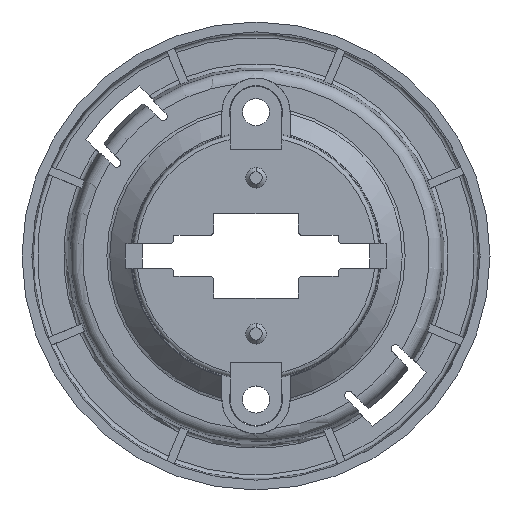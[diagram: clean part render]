
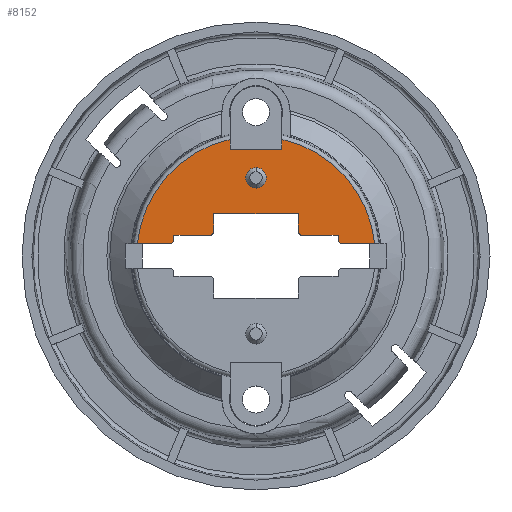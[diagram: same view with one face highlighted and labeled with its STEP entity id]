
A CAD part, top view. The second image highlights one B-rep face of the part: STEP entity #8152.
In plain terms, the highlighted planar face has unit normal (0, 0, 1).
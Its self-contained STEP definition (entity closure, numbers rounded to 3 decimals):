
#321=CARTESIAN_POINT('',(-5.65,3.,1.65));
#322=DIRECTION('',(0.,0.,1.));
#323=DIRECTION('',(0.,-1.,0.));
#324=AXIS2_PLACEMENT_3D('',#321,#322,#323);
#329=DIRECTION('',(1.,0.,0.));
#330=VECTOR('',#329,4.35);
#331=CARTESIAN_POINT('',(-10.,2.5,1.65));
#332=LINE('',#331,#330);
#336=DIRECTION('',(0.,1.,0.));
#337=VECTOR('',#336,0.5);
#338=CARTESIAN_POINT('',(-10.,2.,1.65));
#339=LINE('',#338,#337);
#343=CARTESIAN_POINT('',(-10.5,2.,1.65));
#344=DIRECTION('',(0.,0.,1.));
#345=DIRECTION('',(0.,-1.,0.));
#346=AXIS2_PLACEMENT_3D('',#343,#344,#345);
#351=DIRECTION('',(-1.,0.,0.));
#352=VECTOR('',#351,3.956);
#353=CARTESIAN_POINT('',(-10.5,1.5,1.65));
#354=LINE('',#353,#352);
#358=CARTESIAN_POINT('',(0.,0.,1.65));
#359=DIRECTION('',(0.,0.,-1.));
#360=DIRECTION('',(-0.995,0.103,0.));
#361=AXIS2_PLACEMENT_3D('',#358,#359,#360);
#366=DIRECTION('',(0.,-1.,0.));
#367=VECTOR('',#366,1.188);
#368=CARTESIAN_POINT('',(-3.15,14.188,1.65));
#369=LINE('',#368,#367);
#373=DIRECTION('',(1.,0.,0.));
#374=VECTOR('',#373,6.3);
#375=CARTESIAN_POINT('',(-3.15,13.,1.65));
#376=LINE('',#375,#374);
#380=DIRECTION('',(0.,-1.,0.));
#381=VECTOR('',#380,1.188);
#382=CARTESIAN_POINT('',(3.15,14.188,1.65));
#383=LINE('',#382,#381);
#387=CARTESIAN_POINT('',(0.,0.,1.65));
#388=DIRECTION('',(0.,0.,-1.));
#389=DIRECTION('',(0.217,0.976,0.));
#390=AXIS2_PLACEMENT_3D('',#387,#388,#389);
#395=DIRECTION('',(-1.,0.,0.));
#396=VECTOR('',#395,3.956);
#397=CARTESIAN_POINT('',(14.456,1.5,1.65));
#398=LINE('',#397,#396);
#402=CARTESIAN_POINT('',(10.5,2.,1.65));
#403=DIRECTION('',(0.,0.,1.));
#404=DIRECTION('',(-1.,0.,0.));
#405=AXIS2_PLACEMENT_3D('',#402,#403,#404);
#410=DIRECTION('',(0.,-1.,0.));
#411=VECTOR('',#410,0.5);
#412=CARTESIAN_POINT('',(10.,2.5,1.65));
#413=LINE('',#412,#411);
#417=DIRECTION('',(1.,0.,0.));
#418=VECTOR('',#417,4.35);
#419=CARTESIAN_POINT('',(5.65,2.5,1.65));
#420=LINE('',#419,#418);
#424=CARTESIAN_POINT('',(5.65,3.,1.65));
#425=DIRECTION('',(0.,0.,1.));
#426=DIRECTION('',(-1.,0.,0.));
#427=AXIS2_PLACEMENT_3D('',#424,#425,#426);
#432=DIRECTION('',(0.,-1.,0.));
#433=VECTOR('',#432,2.15);
#434=CARTESIAN_POINT('',(5.15,5.15,1.65));
#435=LINE('',#434,#433);
#439=DIRECTION('',(1.,0.,0.));
#440=VECTOR('',#439,10.3);
#441=CARTESIAN_POINT('',(-5.15,5.15,1.65));
#442=LINE('',#441,#440);
#446=DIRECTION('',(0.,1.,0.));
#447=VECTOR('',#446,2.15);
#448=CARTESIAN_POINT('',(-5.15,3.,1.65));
#449=LINE('',#448,#447);
#585=CARTESIAN_POINT('',(0.,9.5,1.65));
#586=DIRECTION('',(0.,0.,-1.));
#587=DIRECTION('',(0.,1.,0.));
#588=AXIS2_PLACEMENT_3D('',#585,#586,#587);
#593=CARTESIAN_POINT('',(0.,9.5,1.65));
#594=DIRECTION('',(0.,0.,-1.));
#595=DIRECTION('',(0.,-1.,0.));
#596=AXIS2_PLACEMENT_3D('',#593,#594,#595);
#675=CARTESIAN_POINT('',(-14.456,1.5,1.65));
#694=CARTESIAN_POINT('',(-3.15,14.188,1.65));
#1422=CARTESIAN_POINT('',(14.456,1.5,1.65));
#1441=CARTESIAN_POINT('',(3.15,14.188,1.65));
#7499=VERTEX_POINT('',#694);
#7500=VERTEX_POINT('',#1441);
#7504=CARTESIAN_POINT('',(-5.15,5.15,1.65));
#7505=CARTESIAN_POINT('',(5.15,5.15,1.65));
#7506=VERTEX_POINT('',#7504);
#7507=VERTEX_POINT('',#7505);
#7540=CARTESIAN_POINT('',(0.,10.75,1.65));
#7541=CARTESIAN_POINT('',(0.,8.25,1.65));
#7542=VERTEX_POINT('',#7540);
#7543=VERTEX_POINT('',#7541);
#7604=CARTESIAN_POINT('',(-3.15,13.,1.65));
#7605=CARTESIAN_POINT('',(3.15,13.,1.65));
#7606=VERTEX_POINT('',#7604);
#7607=VERTEX_POINT('',#7605);
#7624=VERTEX_POINT('',#675);
#7626=VERTEX_POINT('',#1422);
#7669=CARTESIAN_POINT('',(-10.,2.5,1.65));
#7671=VERTEX_POINT('',#7669);
#7673=CARTESIAN_POINT('',(10.,2.5,1.65));
#7675=VERTEX_POINT('',#7673);
#7684=CARTESIAN_POINT('',(-5.65,2.5,1.65));
#7685=VERTEX_POINT('',#7684);
#7686=CARTESIAN_POINT('',(-5.15,3.,1.65));
#7687=VERTEX_POINT('',#7686);
#7692=CARTESIAN_POINT('',(5.15,3.,1.65));
#7693=VERTEX_POINT('',#7692);
#7694=CARTESIAN_POINT('',(5.65,2.5,1.65));
#7695=VERTEX_POINT('',#7694);
#7712=CARTESIAN_POINT('',(10.,2.,1.65));
#7713=CARTESIAN_POINT('',(10.5,1.5,1.65));
#7714=VERTEX_POINT('',#7712);
#7715=VERTEX_POINT('',#7713);
#7732=CARTESIAN_POINT('',(-10.5,1.5,1.65));
#7733=VERTEX_POINT('',#7732);
#7734=CARTESIAN_POINT('',(-10.,2.,1.65));
#7735=VERTEX_POINT('',#7734);
#8110=CARTESIAN_POINT('',(0.,0.,1.65));
#8111=DIRECTION('',(0.,0.,1.));
#8112=DIRECTION('',(-1.,0.,0.));
#8113=AXIS2_PLACEMENT_3D('',#8110,#8111,#8112);
#8114=PLANE('',#8113);
#8115=ORIENTED_EDGE('',*,*,#7979,.F.);
#8116=ORIENTED_EDGE('',*,*,#7995,.F.);
#8117=ORIENTED_EDGE('',*,*,#8007,.F.);
#8118=ORIENTED_EDGE('',*,*,#8037,.F.);
#8119=ORIENTED_EDGE('',*,*,#8091,.T.);
#8121=ORIENTED_EDGE('',*,*,#8120,.T.);
#8123=ORIENTED_EDGE('',*,*,#8122,.T.);
#8125=ORIENTED_EDGE('',*,*,#8124,.T.);
#8127=ORIENTED_EDGE('',*,*,#8126,.F.);
#8129=ORIENTED_EDGE('',*,*,#8128,.T.);
#8130=ORIENTED_EDGE('',*,*,#8050,.T.);
#8131=ORIENTED_EDGE('',*,*,#8101,.F.);
#8133=ORIENTED_EDGE('',*,*,#8132,.F.);
#8135=ORIENTED_EDGE('',*,*,#8134,.F.);
#8137=ORIENTED_EDGE('',*,*,#8136,.F.);
#8139=ORIENTED_EDGE('',*,*,#8138,.F.);
#8141=ORIENTED_EDGE('',*,*,#8140,.F.);
#8143=ORIENTED_EDGE('',*,*,#8142,.F.);
#8144=EDGE_LOOP('',(#8115,#8116,#8117,#8118,#8119,#8121,#8123,#8125,#8127,#8129,
#8130,#8131,#8133,#8135,#8137,#8139,#8141,#8143));
#8145=FACE_OUTER_BOUND('',#8144,.F.);
#8147=ORIENTED_EDGE('',*,*,#8146,.F.);
#8149=ORIENTED_EDGE('',*,*,#8148,.F.);
#8150=EDGE_LOOP('',(#8147,#8149));
#8151=FACE_BOUND('',#8150,.F.);
#8152=ADVANCED_FACE('',(#8145,#8151),#8114,.T.);
#325=CIRCLE('',#324,0.5);
#347=CIRCLE('',#346,0.5);
#362=CIRCLE('',#361,14.534);
#391=CIRCLE('',#390,14.534);
#406=CIRCLE('',#405,0.5);
#428=CIRCLE('',#427,0.5);
#589=CIRCLE('',#588,1.25);
#597=CIRCLE('',#596,1.25);
#7979=EDGE_CURVE('',#7685,#7687,#325,.T.);
#7995=EDGE_CURVE('',#7671,#7685,#332,.T.);
#8007=EDGE_CURVE('',#7735,#7671,#339,.T.);
#8037=EDGE_CURVE('',#7733,#7735,#347,.T.);
#8050=EDGE_CURVE('',#7626,#7715,#398,.T.);
#8091=EDGE_CURVE('',#7733,#7624,#354,.T.);
#8101=EDGE_CURVE('',#7714,#7715,#406,.T.);
#8120=EDGE_CURVE('',#7624,#7499,#362,.T.);
#8122=EDGE_CURVE('',#7499,#7606,#369,.T.);
#8124=EDGE_CURVE('',#7606,#7607,#376,.T.);
#8126=EDGE_CURVE('',#7500,#7607,#383,.T.);
#8128=EDGE_CURVE('',#7500,#7626,#391,.T.);
#8132=EDGE_CURVE('',#7675,#7714,#413,.T.);
#8134=EDGE_CURVE('',#7695,#7675,#420,.T.);
#8136=EDGE_CURVE('',#7693,#7695,#428,.T.);
#8138=EDGE_CURVE('',#7507,#7693,#435,.T.);
#8140=EDGE_CURVE('',#7506,#7507,#442,.T.);
#8142=EDGE_CURVE('',#7687,#7506,#449,.T.);
#8146=EDGE_CURVE('',#7542,#7543,#589,.T.);
#8148=EDGE_CURVE('',#7543,#7542,#597,.T.);
